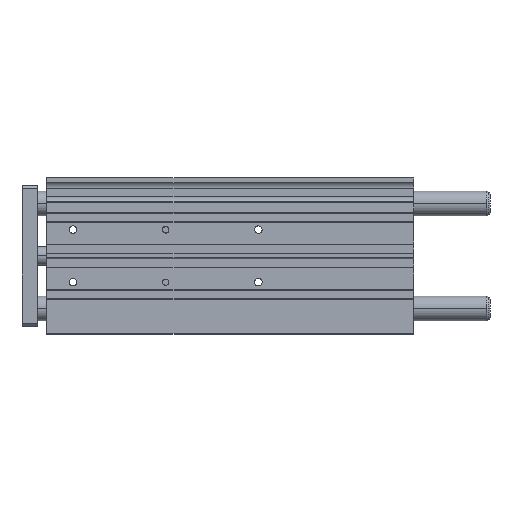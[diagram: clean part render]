
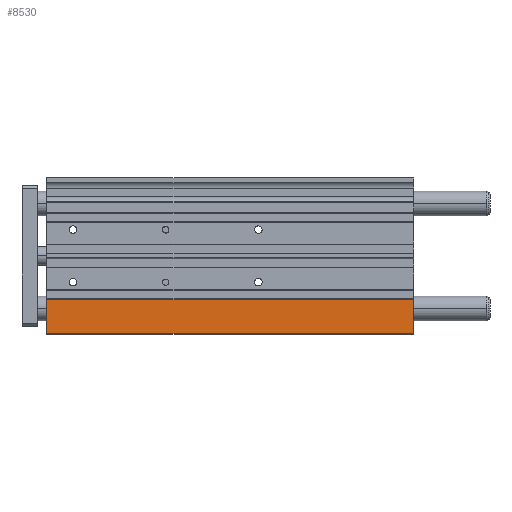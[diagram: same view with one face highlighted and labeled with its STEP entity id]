
A CAD part, top view. The second image highlights one B-rep face of the part: STEP entity #8530.
In plain terms, the highlighted planar face has unit normal (0, 0, 1).
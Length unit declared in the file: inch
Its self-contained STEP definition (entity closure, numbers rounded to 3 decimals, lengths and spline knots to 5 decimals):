
#62 = DIRECTION ( 'NONE',  ( 0., 0., -1. ) ) ;
#182 = CARTESIAN_POINT ( 'NONE',  ( 9.35039, -1.11024, 0.82677 ) ) ;
#743 = DIRECTION ( 'NONE',  ( 0., -1., 0. ) ) ;
#765 = VERTEX_POINT ( 'NONE', #5305 ) ;
#1079 = PLANE ( 'NONE',  #3087 ) ;
#1921 = FACE_OUTER_BOUND ( 'NONE', #6002, .T. ) ;
#2009 = CARTESIAN_POINT ( 'NONE',  ( 9.35039, -1.11024, 0.82677 ) ) ;
#2471 = VECTOR ( 'NONE', #4484, 39.37008 ) ;
#2677 = DIRECTION ( 'NONE',  ( 0., -1., 0. ) ) ;
#3087 = AXIS2_PLACEMENT_3D ( 'NONE', #182, #62, #5578 ) ;
#3384 = CARTESIAN_POINT ( 'NONE',  ( 9.35039, -1.98819, 0.82677 ) ) ;
#3400 = LINE ( 'NONE', #10879, #6072 ) ;
#4484 = DIRECTION ( 'NONE',  ( -1., 0., 0. ) ) ;
#4627 = VERTEX_POINT ( 'NONE', #5688 ) ;
#4667 = CARTESIAN_POINT ( 'NONE',  ( 9.35039, -1.11024, 0.82677 ) ) ;
#5075 = VECTOR ( 'NONE', #5959, 39.37008 ) ;
#5159 = ORIENTED_EDGE ( 'NONE', *, *, #5164, .T. ) ;
#5164 = EDGE_CURVE ( 'NONE', #11842, #765, #3400, .T. ) ;
#5305 = CARTESIAN_POINT ( 'NONE',  ( 0., -1.98819, 0.82677 ) ) ;
#5578 = DIRECTION ( 'NONE',  ( 0., -1., 0. ) ) ;
#5688 = CARTESIAN_POINT ( 'NONE',  ( 9.35039, -1.98819, 0.82677 ) ) ;
#5959 = DIRECTION ( 'NONE',  ( -1., 0., 0. ) ) ;
#6002 = EDGE_LOOP ( 'NONE', ( #5159, #9050, #9598, #8457 ) ) ;
#6072 = VECTOR ( 'NONE', #2677, 39.37008 ) ;
#6128 = EDGE_CURVE ( 'NONE', #10909, #4627, #6243, .T. ) ;
#6243 = LINE ( 'NONE', #8838, #10245 ) ;
#6501 = LINE ( 'NONE', #4667, #2471 ) ;
#8084 = EDGE_CURVE ( 'NONE', #10909, #11842, #6501, .T. ) ;
#8457 = ORIENTED_EDGE ( 'NONE', *, *, #8084, .T. ) ;
#8530 = ADVANCED_FACE ( 'NONE', ( #1921 ), #1079, .F. ) ;
#8631 = CARTESIAN_POINT ( 'NONE',  ( 0., -1.11024, 0.82677 ) ) ;
#8838 = CARTESIAN_POINT ( 'NONE',  ( 9.35039, -1.11024, 0.82677 ) ) ;
#9050 = ORIENTED_EDGE ( 'NONE', *, *, #9593, .F. ) ;
#9593 = EDGE_CURVE ( 'NONE', #4627, #765, #10689, .T. ) ;
#9598 = ORIENTED_EDGE ( 'NONE', *, *, #6128, .F. ) ;
#10245 = VECTOR ( 'NONE', #743, 39.37008 ) ;
#10689 = LINE ( 'NONE', #3384, #5075 ) ;
#10879 = CARTESIAN_POINT ( 'NONE',  ( 0., -1.11024, 0.82677 ) ) ;
#10909 = VERTEX_POINT ( 'NONE', #2009 ) ;
#11842 = VERTEX_POINT ( 'NONE', #8631 ) ;
